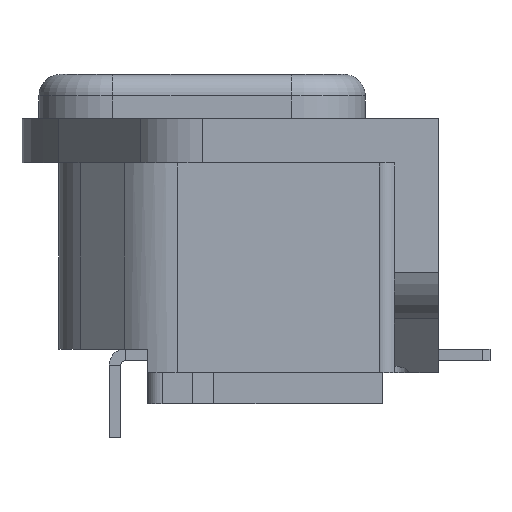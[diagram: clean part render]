
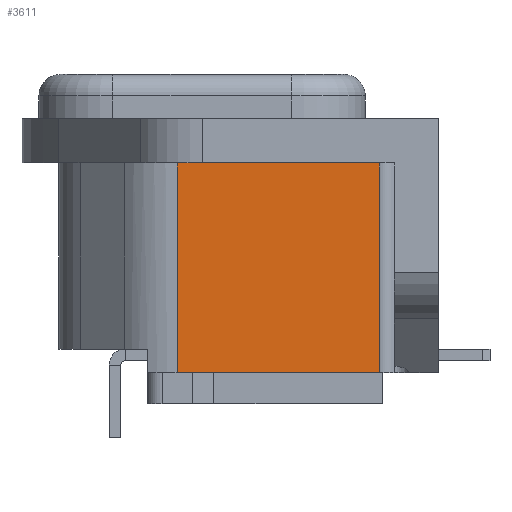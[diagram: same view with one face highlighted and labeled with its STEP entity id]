
A CAD part, left-side view. The second image highlights one B-rep face of the part: STEP entity #3611.
In plain terms, the highlighted planar face has unit normal (-1, 0, 0).
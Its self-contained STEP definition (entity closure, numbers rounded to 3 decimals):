
#134 = EDGE_CURVE ( 'NONE', #8125, #5317, #5925, .T. ) ;
#285 = ORIENTED_EDGE ( 'NONE', *, *, #1344, .T. ) ;
#304 = CARTESIAN_POINT ( 'NONE',  ( -13.5, -12., -6. ) ) ;
#755 = CARTESIAN_POINT ( 'NONE',  ( -13.5, -12., -96.618 ) ) ;
#1037 = VERTEX_POINT ( 'NONE', #3809 ) ;
#1206 = CARTESIAN_POINT ( 'NONE',  ( -13.5, -12., -6. ) ) ;
#1344 = EDGE_CURVE ( 'NONE', #5317, #6066, #4341, .T. ) ;
#1465 = CARTESIAN_POINT ( 'NONE',  ( -13.5, 1.7, -20.2 ) ) ;
#1527 = ORIENTED_EDGE ( 'NONE', *, *, #134, .T. ) ;
#1577 = VECTOR ( 'NONE', #3761, 1000. ) ;
#1588 = EDGE_LOOP ( 'NONE', ( #6640, #1527, #285, #2272 ) ) ;
#1831 = CARTESIAN_POINT ( 'NONE',  ( -13.5, -12., -20.2 ) ) ;
#1867 = CARTESIAN_POINT ( 'NONE',  ( -13.5, -12., -20.2 ) ) ;
#2272 = ORIENTED_EDGE ( 'NONE', *, *, #4338, .T. ) ;
#3050 = VECTOR ( 'NONE', #7003, 1000. ) ;
#3611 = ADVANCED_FACE ( 'NONE', ( #4348 ), #4791, .F. ) ;
#3659 = VECTOR ( 'NONE', #5213, 1000. ) ;
#3716 = CARTESIAN_POINT ( 'NONE',  ( -13.5, 1.7, -96.618 ) ) ;
#3761 = DIRECTION ( 'NONE',  ( 0., 1., 0. ) ) ;
#3809 = CARTESIAN_POINT ( 'NONE',  ( -13.5, 1.7, -6. ) ) ;
#4338 = EDGE_CURVE ( 'NONE', #6066, #1037, #7474, .T. ) ;
#4341 = LINE ( 'NONE', #755, #3050 ) ;
#4348 = FACE_OUTER_BOUND ( 'NONE', #1588, .T. ) ;
#4368 = DIRECTION ( 'NONE',  ( 0., 0., 1. ) ) ;
#4791 = PLANE ( 'NONE',  #6465 ) ;
#5213 = DIRECTION ( 'NONE',  ( 0., -1., 0. ) ) ;
#5317 = VERTEX_POINT ( 'NONE', #1867 ) ;
#5342 = VECTOR ( 'NONE', #4368, 1000. ) ;
#5855 = EDGE_CURVE ( 'NONE', #8125, #1037, #7713, .T. ) ;
#5925 = LINE ( 'NONE', #1831, #3659 ) ;
#5971 = CARTESIAN_POINT ( 'NONE',  ( -13.5, -12., -96.618 ) ) ;
#6066 = VERTEX_POINT ( 'NONE', #304 ) ;
#6465 = AXIS2_PLACEMENT_3D ( 'NONE', #5971, #6663, #6629 ) ;
#6629 = DIRECTION ( 'NONE',  ( 0., 0., -1. ) ) ;
#6640 = ORIENTED_EDGE ( 'NONE', *, *, #5855, .F. ) ;
#6663 = DIRECTION ( 'NONE',  ( 1., 0., 0. ) ) ;
#7003 = DIRECTION ( 'NONE',  ( 0., 0., 1. ) ) ;
#7474 = LINE ( 'NONE', #1206, #1577 ) ;
#7713 = LINE ( 'NONE', #3716, #5342 ) ;
#8125 = VERTEX_POINT ( 'NONE', #1465 ) ;
